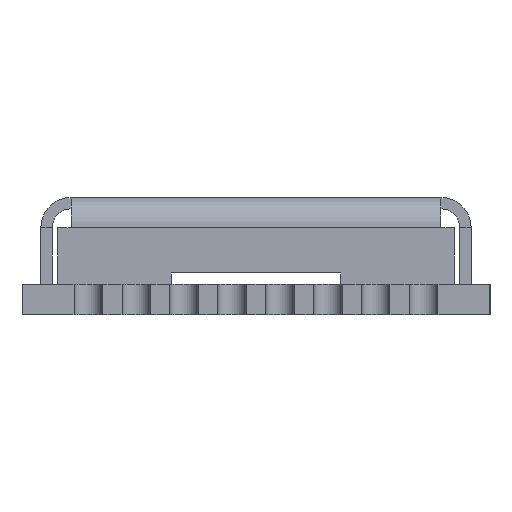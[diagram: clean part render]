
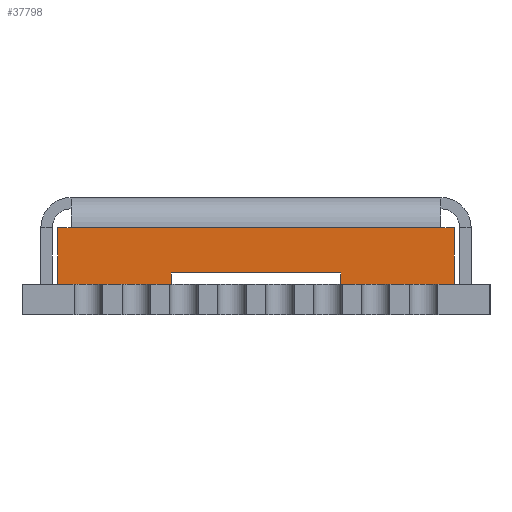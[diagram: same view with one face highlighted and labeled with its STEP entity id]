
A CAD part, left-side view. The second image highlights one B-rep face of the part: STEP entity #37798.
In plain terms, the highlighted planar face has unit normal (-1, 0, 0).
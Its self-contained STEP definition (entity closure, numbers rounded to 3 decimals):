
#31 = CARTESIAN_POINT ( 'NONE',  ( -8.95, 2.25, 1.1 ) ) ;
#78 = CARTESIAN_POINT ( 'NONE',  ( -8.95, 2.25, 0.8 ) ) ;
#453 = ORIENTED_EDGE ( 'NONE', *, *, #2387, .F. ) ;
#737 = EDGE_CURVE ( 'NONE', #36563, #42268, #9509, .T. ) ;
#1974 = VECTOR ( 'NONE', #5248, 1000. ) ;
#2387 = EDGE_CURVE ( 'NONE', #25070, #44239, #41531, .T. ) ;
#2478 = VECTOR ( 'NONE', #35565, 1000. ) ;
#2548 = CARTESIAN_POINT ( 'NONE',  ( -8.95, -5.25, 0.8 ) ) ;
#2633 = CARTESIAN_POINT ( 'NONE',  ( -8.95, 4.9, 2.3 ) ) ;
#3981 = ORIENTED_EDGE ( 'NONE', *, *, #44576, .T. ) ;
#4215 = CARTESIAN_POINT ( 'NONE',  ( -8.95, 2.25, 0.8 ) ) ;
#4343 = EDGE_CURVE ( 'NONE', #15102, #16807, #39875, .T. ) ;
#4346 = CARTESIAN_POINT ( 'NONE',  ( -8.95, -2.25, 0.8 ) ) ;
#5248 = DIRECTION ( 'NONE',  ( 0., -1., 0. ) ) ;
#7163 = DIRECTION ( 'NONE',  ( 0., -1., 0. ) ) ;
#7374 = VERTEX_POINT ( 'NONE', #31 ) ;
#7395 = CARTESIAN_POINT ( 'NONE',  ( -8.95, 0., 2.8 ) ) ;
#7673 = LINE ( 'NONE', #15387, #26724 ) ;
#8912 = CARTESIAN_POINT ( 'NONE',  ( -8.95, -5.25, 2.3 ) ) ;
#8950 = CARTESIAN_POINT ( 'NONE',  ( -8.95, 4.9, 2.3 ) ) ;
#9509 = LINE ( 'NONE', #35442, #29729 ) ;
#9627 = CARTESIAN_POINT ( 'NONE',  ( -8.95, -5.25, 2.3 ) ) ;
#10400 = ORIENTED_EDGE ( 'NONE', *, *, #48565, .F. ) ;
#10717 = VECTOR ( 'NONE', #36208, 1000. ) ;
#11138 = ORIENTED_EDGE ( 'NONE', *, *, #48858, .T. ) ;
#11210 = DIRECTION ( 'NONE',  ( 0., 0., -1. ) ) ;
#12425 = LINE ( 'NONE', #18333, #18940 ) ;
#14543 = VERTEX_POINT ( 'NONE', #49033 ) ;
#14688 = DIRECTION ( 'NONE',  ( 0., 1., 0. ) ) ;
#15102 = VERTEX_POINT ( 'NONE', #44653 ) ;
#15117 = VECTOR ( 'NONE', #46475, 1000. ) ;
#15387 = CARTESIAN_POINT ( 'NONE',  ( -8.95, 5.25, 2.8 ) ) ;
#16807 = VERTEX_POINT ( 'NONE', #18804 ) ;
#17477 = ORIENTED_EDGE ( 'NONE', *, *, #45517, .T. ) ;
#17562 = VECTOR ( 'NONE', #30842, 1000. ) ;
#18333 = CARTESIAN_POINT ( 'NONE',  ( -8.95, 2.25, 1.1 ) ) ;
#18365 = AXIS2_PLACEMENT_3D ( 'NONE', #7395, #34022, #11210 ) ;
#18804 = CARTESIAN_POINT ( 'NONE',  ( -8.95, -5.25, 2.3 ) ) ;
#18940 = VECTOR ( 'NONE', #14688, 1000. ) ;
#22262 = LINE ( 'NONE', #28107, #1974 ) ;
#23489 = CARTESIAN_POINT ( 'NONE',  ( -8.95, 5.25, 2.3 ) ) ;
#25070 = VERTEX_POINT ( 'NONE', #23489 ) ;
#25257 = LINE ( 'NONE', #4346, #15117 ) ;
#25588 = CARTESIAN_POINT ( 'NONE',  ( -8.95, -5.25, 2.8 ) ) ;
#26724 = VECTOR ( 'NONE', #38255, 1000. ) ;
#27013 = VECTOR ( 'NONE', #48465, 1000. ) ;
#28107 = CARTESIAN_POINT ( 'NONE',  ( -8.95, 0., 0.8 ) ) ;
#29729 = VECTOR ( 'NONE', #7163, 1000. ) ;
#30640 = EDGE_LOOP ( 'NONE', ( #43988, #46658, #35917, #10400, #32503, #11138, #47148, #3981, #453, #17477 ) ) ;
#30842 = DIRECTION ( 'NONE',  ( 0., 0., -1. ) ) ;
#31388 = VECTOR ( 'NONE', #48376, 1000. ) ;
#32302 = VERTEX_POINT ( 'NONE', #78 ) ;
#32503 = ORIENTED_EDGE ( 'NONE', *, *, #737, .T. ) ;
#32851 = FACE_OUTER_BOUND ( 'NONE', #30640, .T. ) ;
#32870 = LINE ( 'NONE', #8950, #2478 ) ;
#34022 = DIRECTION ( 'NONE',  ( 1., 0., 0. ) ) ;
#35442 = CARTESIAN_POINT ( 'NONE',  ( -8.95, 0., 0.8 ) ) ;
#35565 = DIRECTION ( 'NONE',  ( 0., 1., 0. ) ) ;
#35917 = ORIENTED_EDGE ( 'NONE', *, *, #42421, .F. ) ;
#36208 = DIRECTION ( 'NONE',  ( 0., -1., 0. ) ) ;
#36236 = EDGE_CURVE ( 'NONE', #7374, #32302, #46835, .T. ) ;
#36563 = VERTEX_POINT ( 'NONE', #48333 ) ;
#37130 = LINE ( 'NONE', #25588, #27013 ) ;
#37798 = ADVANCED_FACE ( 'NONE', ( #32851 ), #41517, .F. ) ;
#38255 = DIRECTION ( 'NONE',  ( 0., 0., -1. ) ) ;
#39875 = LINE ( 'NONE', #9627, #10717 ) ;
#39925 = VERTEX_POINT ( 'NONE', #43253 ) ;
#41517 = PLANE ( 'NONE',  #18365 ) ;
#41531 = LINE ( 'NONE', #8912, #31388 ) ;
#42268 = VERTEX_POINT ( 'NONE', #2548 ) ;
#42421 = EDGE_CURVE ( 'NONE', #39925, #7374, #12425, .T. ) ;
#43253 = CARTESIAN_POINT ( 'NONE',  ( -8.95, -2.25, 1.1 ) ) ;
#43988 = ORIENTED_EDGE ( 'NONE', *, *, #46952, .T. ) ;
#44239 = VERTEX_POINT ( 'NONE', #2633 ) ;
#44576 = EDGE_CURVE ( 'NONE', #15102, #44239, #32870, .T. ) ;
#44653 = CARTESIAN_POINT ( 'NONE',  ( -8.95, -4.9, 2.3 ) ) ;
#45517 = EDGE_CURVE ( 'NONE', #25070, #14543, #7673, .T. ) ;
#46475 = DIRECTION ( 'NONE',  ( 0., 0., 1. ) ) ;
#46658 = ORIENTED_EDGE ( 'NONE', *, *, #36236, .F. ) ;
#46835 = LINE ( 'NONE', #4215, #17562 ) ;
#46952 = EDGE_CURVE ( 'NONE', #14543, #32302, #22262, .T. ) ;
#47148 = ORIENTED_EDGE ( 'NONE', *, *, #4343, .F. ) ;
#48333 = CARTESIAN_POINT ( 'NONE',  ( -8.95, -2.25, 0.8 ) ) ;
#48376 = DIRECTION ( 'NONE',  ( 0., -1., 0. ) ) ;
#48465 = DIRECTION ( 'NONE',  ( 0., 0., 1. ) ) ;
#48565 = EDGE_CURVE ( 'NONE', #36563, #39925, #25257, .T. ) ;
#48858 = EDGE_CURVE ( 'NONE', #42268, #16807, #37130, .T. ) ;
#49033 = CARTESIAN_POINT ( 'NONE',  ( -8.95, 5.25, 0.8 ) ) ;
